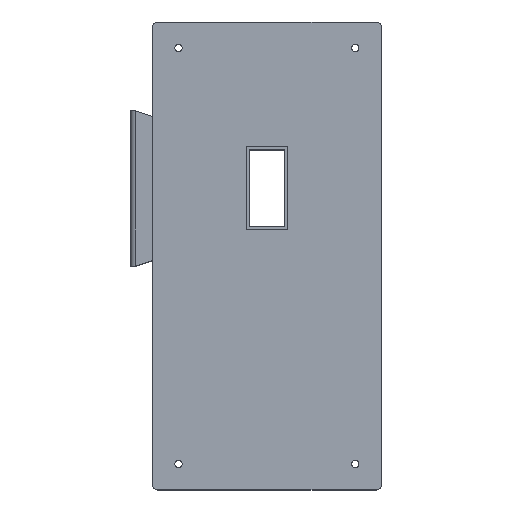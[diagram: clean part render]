
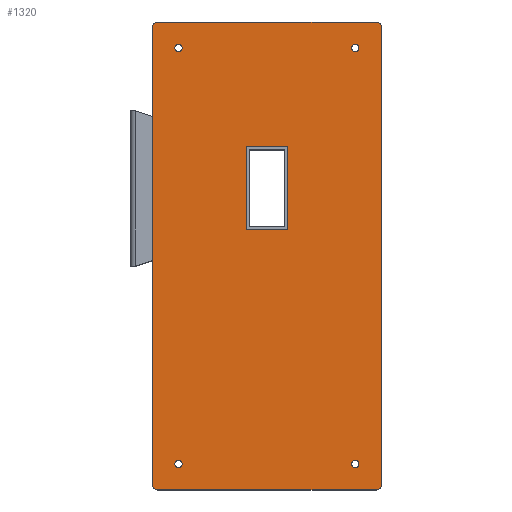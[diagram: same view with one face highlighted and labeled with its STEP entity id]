
A CAD part, top view. The second image highlights one B-rep face of the part: STEP entity #1320.
In plain terms, the highlighted planar face has unit normal (0, 0, 1).
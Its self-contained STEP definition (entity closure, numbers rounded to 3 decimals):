
#15 = VERTEX_POINT ( 'NONE', #809 ) ;
#41 = EDGE_LOOP ( 'NONE', ( #1469 ) ) ;
#89 = CARTESIAN_POINT ( 'NONE',  ( -85., 135., 5. ) ) ;
#99 = CARTESIAN_POINT ( 'NONE',  ( 110., -285., 5. ) ) ;
#102 = CARTESIAN_POINT ( 'NONE',  ( 110., 155., 5. ) ) ;
#105 = CARTESIAN_POINT ( 'NONE',  ( -20., -40., 5. ) ) ;
#111 = VERTEX_POINT ( 'NONE', #1326 ) ;
#114 = CIRCLE ( 'NONE', #1633, 3.5 ) ;
#124 = DIRECTION ( 'NONE',  ( 1., 0., 0. ) ) ;
#169 = VECTOR ( 'NONE', #1034, 1000. ) ;
#187 = CARTESIAN_POINT ( 'NONE',  ( -85., -265., 5. ) ) ;
#191 = EDGE_CURVE ( 'NONE', #1546, #1393, #317, .T. ) ;
#194 = DIRECTION ( 'NONE',  ( 0., 1., 0. ) ) ;
#221 = CARTESIAN_POINT ( 'NONE',  ( -110., 155., 5. ) ) ;
#240 = VECTOR ( 'NONE', #1808, 1000. ) ;
#255 = DIRECTION ( 'NONE',  ( 1., 0., 0. ) ) ;
#278 = EDGE_LOOP ( 'NONE', ( #352, #776, #697, #316 ) ) ;
#288 = LINE ( 'NONE', #749, #240 ) ;
#293 = EDGE_CURVE ( 'NONE', #1393, #2040, #639, .T. ) ;
#307 = ORIENTED_EDGE ( 'NONE', *, *, #1141, .F. ) ;
#316 = ORIENTED_EDGE ( 'NONE', *, *, #1154, .F. ) ;
#317 = LINE ( 'NONE', #815, #169 ) ;
#347 = VERTEX_POINT ( 'NONE', #667 ) ;
#352 = ORIENTED_EDGE ( 'NONE', *, *, #293, .F. ) ;
#356 = EDGE_CURVE ( 'NONE', #445, #1188, #288, .T. ) ;
#371 = EDGE_CURVE ( 'NONE', #111, #111, #664, .T. ) ;
#389 = ORIENTED_EDGE ( 'NONE', *, *, #594, .T. ) ;
#406 = CIRCLE ( 'NONE', #1973, 5. ) ;
#411 = DIRECTION ( 'NONE',  ( 0., 0., 1. ) ) ;
#415 = ORIENTED_EDGE ( 'NONE', *, *, #371, .F. ) ;
#432 = DIRECTION ( 'NONE',  ( -1., 0., 0. ) ) ;
#435 = FACE_BOUND ( 'NONE', #41, .T. ) ;
#445 = VERTEX_POINT ( 'NONE', #1413 ) ;
#476 = DIRECTION ( 'NONE',  ( 1., 0., 0. ) ) ;
#488 = EDGE_LOOP ( 'NONE', ( #735 ) ) ;
#498 = CARTESIAN_POINT ( 'NONE',  ( -20., -40., 5. ) ) ;
#500 = DIRECTION ( 'NONE',  ( 0., 0., 1. ) ) ;
#504 = CARTESIAN_POINT ( 'NONE',  ( -110., -285., 5. ) ) ;
#569 = EDGE_CURVE ( 'NONE', #347, #347, #1912, .T. ) ;
#572 = AXIS2_PLACEMENT_3D ( 'NONE', #2102, #1565, #255 ) ;
#594 = EDGE_CURVE ( 'NONE', #15, #731, #1708, .T. ) ;
#610 = VECTOR ( 'NONE', #432, 1000. ) ;
#639 = LINE ( 'NONE', #498, #2129 ) ;
#642 = VERTEX_POINT ( 'NONE', #504 ) ;
#650 = FACE_BOUND ( 'NONE', #278, .T. ) ;
#664 = CIRCLE ( 'NONE', #933, 3.5 ) ;
#667 = CARTESIAN_POINT ( 'NONE',  ( 88.5, -265., 5. ) ) ;
#689 = DIRECTION ( 'NONE',  ( -1., 0., 0. ) ) ;
#697 = ORIENTED_EDGE ( 'NONE', *, *, #1333, .F. ) ;
#703 = EDGE_LOOP ( 'NONE', ( #307 ) ) ;
#720 = CARTESIAN_POINT ( 'NONE',  ( 20., 40., 5. ) ) ;
#722 = VECTOR ( 'NONE', #1530, 1000. ) ;
#726 = FACE_OUTER_BOUND ( 'NONE', #1036, .T. ) ;
#728 = DIRECTION ( 'NONE',  ( 0., 0., 1. ) ) ;
#731 = VERTEX_POINT ( 'NONE', #1560 ) ;
#735 = ORIENTED_EDGE ( 'NONE', *, *, #1825, .F. ) ;
#742 = ORIENTED_EDGE ( 'NONE', *, *, #970, .T. ) ;
#748 = CARTESIAN_POINT ( 'NONE',  ( 110., -285., 5. ) ) ;
#749 = CARTESIAN_POINT ( 'NONE',  ( -105., -290., 5. ) ) ;
#776 = ORIENTED_EDGE ( 'NONE', *, *, #191, .F. ) ;
#784 = EDGE_LOOP ( 'NONE', ( #415 ) ) ;
#809 = CARTESIAN_POINT ( 'NONE',  ( 105., 160., 5. ) ) ;
#815 = CARTESIAN_POINT ( 'NONE',  ( -20., 40., 5. ) ) ;
#822 = DIRECTION ( 'NONE',  ( 0., 0., 1. ) ) ;
#832 = FACE_BOUND ( 'NONE', #488, .T. ) ;
#914 = EDGE_CURVE ( 'NONE', #1867, #642, #1084, .T. ) ;
#933 = AXIS2_PLACEMENT_3D ( 'NONE', #89, #822, #1447 ) ;
#936 = CARTESIAN_POINT ( 'NONE',  ( 85., -265., 5. ) ) ;
#942 = DIRECTION ( 'NONE',  ( 0., 0., 1. ) ) ;
#970 = EDGE_CURVE ( 'NONE', #1188, #1580, #406, .T. ) ;
#991 = VERTEX_POINT ( 'NONE', #1125 ) ;
#1014 = EDGE_CURVE ( 'NONE', #1580, #1249, #1607, .T. ) ;
#1034 = DIRECTION ( 'NONE',  ( 0., -1., 0. ) ) ;
#1036 = EDGE_LOOP ( 'NONE', ( #742, #1970, #1549, #389, #1120, #1457, #1260, #1828 ) ) ;
#1084 = LINE ( 'NONE', #1782, #1714 ) ;
#1085 = LINE ( 'NONE', #1279, #722 ) ;
#1107 = CIRCLE ( 'NONE', #1590, 3.5 ) ;
#1112 = AXIS2_PLACEMENT_3D ( 'NONE', #1816, #1307, #2095 ) ;
#1120 = ORIENTED_EDGE ( 'NONE', *, *, #1277, .T. ) ;
#1122 = VERTEX_POINT ( 'NONE', #1296 ) ;
#1125 = CARTESIAN_POINT ( 'NONE',  ( -81.5, -265., 5. ) ) ;
#1141 = EDGE_CURVE ( 'NONE', #1122, #1122, #1107, .T. ) ;
#1143 = CIRCLE ( 'NONE', #1600, 5. ) ;
#1154 = EDGE_CURVE ( 'NONE', #2040, #1653, #1085, .T. ) ;
#1188 = VERTEX_POINT ( 'NONE', #1459 ) ;
#1195 = AXIS2_PLACEMENT_3D ( 'NONE', #1831, #411, #1689 ) ;
#1198 = CARTESIAN_POINT ( 'NONE',  ( -20., 40., 5. ) ) ;
#1249 = VERTEX_POINT ( 'NONE', #102 ) ;
#1260 = ORIENTED_EDGE ( 'NONE', *, *, #2029, .T. ) ;
#1277 = EDGE_CURVE ( 'NONE', #731, #1867, #1143, .T. ) ;
#1279 = CARTESIAN_POINT ( 'NONE',  ( 20., 40., 5. ) ) ;
#1296 = CARTESIAN_POINT ( 'NONE',  ( 88.5, 135., 5. ) ) ;
#1307 = DIRECTION ( 'NONE',  ( 0., 0., 1. ) ) ;
#1320 = ADVANCED_FACE ( 'NONE', ( #1883, #1486, #832, #435, #726, #650 ), #1991, .T. ) ;
#1323 = DIRECTION ( 'NONE',  ( -1., 0., 0. ) ) ;
#1326 = CARTESIAN_POINT ( 'NONE',  ( -81.5, 135., 5. ) ) ;
#1333 = EDGE_CURVE ( 'NONE', #1653, #1546, #1746, .T. ) ;
#1345 = CARTESIAN_POINT ( 'NONE',  ( -20., 40., 5. ) ) ;
#1393 = VERTEX_POINT ( 'NONE', #105 ) ;
#1413 = CARTESIAN_POINT ( 'NONE',  ( -105., -290., 5. ) ) ;
#1418 = CIRCLE ( 'NONE', #1195, 5. ) ;
#1447 = DIRECTION ( 'NONE',  ( 1., 0., 0. ) ) ;
#1452 = DIRECTION ( 'NONE',  ( 1., 0., 0. ) ) ;
#1457 = ORIENTED_EDGE ( 'NONE', *, *, #914, .T. ) ;
#1459 = CARTESIAN_POINT ( 'NONE',  ( 105., -290., 5. ) ) ;
#1469 = ORIENTED_EDGE ( 'NONE', *, *, #569, .F. ) ;
#1486 = FACE_BOUND ( 'NONE', #703, .T. ) ;
#1499 = CIRCLE ( 'NONE', #1112, 5. ) ;
#1503 = VECTOR ( 'NONE', #689, 1000. ) ;
#1530 = DIRECTION ( 'NONE',  ( 0., 1., 0. ) ) ;
#1535 = CARTESIAN_POINT ( 'NONE',  ( 20., -40., 5. ) ) ;
#1546 = VERTEX_POINT ( 'NONE', #1198 ) ;
#1549 = ORIENTED_EDGE ( 'NONE', *, *, #1866, .T. ) ;
#1560 = CARTESIAN_POINT ( 'NONE',  ( -105., 160., 5. ) ) ;
#1565 = DIRECTION ( 'NONE',  ( 0., 0., 1. ) ) ;
#1580 = VERTEX_POINT ( 'NONE', #748 ) ;
#1590 = AXIS2_PLACEMENT_3D ( 'NONE', #1684, #728, #2070 ) ;
#1600 = AXIS2_PLACEMENT_3D ( 'NONE', #2111, #1865, #1323 ) ;
#1607 = LINE ( 'NONE', #99, #1900 ) ;
#1631 = DIRECTION ( 'NONE',  ( 1., 0., 0. ) ) ;
#1633 = AXIS2_PLACEMENT_3D ( 'NONE', #187, #500, #124 ) ;
#1653 = VERTEX_POINT ( 'NONE', #720 ) ;
#1684 = CARTESIAN_POINT ( 'NONE',  ( 85., 135., 5. ) ) ;
#1689 = DIRECTION ( 'NONE',  ( -1., 0., 0. ) ) ;
#1708 = LINE ( 'NONE', #2030, #610 ) ;
#1714 = VECTOR ( 'NONE', #2068, 1000. ) ;
#1746 = LINE ( 'NONE', #1345, #1503 ) ;
#1782 = CARTESIAN_POINT ( 'NONE',  ( -110., -285., 5. ) ) ;
#1808 = DIRECTION ( 'NONE',  ( 1., 0., 0. ) ) ;
#1816 = CARTESIAN_POINT ( 'NONE',  ( 105., 155., 5. ) ) ;
#1825 = EDGE_CURVE ( 'NONE', #991, #991, #114, .T. ) ;
#1828 = ORIENTED_EDGE ( 'NONE', *, *, #356, .T. ) ;
#1831 = CARTESIAN_POINT ( 'NONE',  ( -105., -285., 5. ) ) ;
#1854 = DIRECTION ( 'NONE',  ( 0., 0., 1. ) ) ;
#1859 = CARTESIAN_POINT ( 'NONE',  ( 105., -285., 5. ) ) ;
#1865 = DIRECTION ( 'NONE',  ( 0., 0., 1. ) ) ;
#1866 = EDGE_CURVE ( 'NONE', #1249, #15, #1499, .T. ) ;
#1867 = VERTEX_POINT ( 'NONE', #221 ) ;
#1883 = FACE_BOUND ( 'NONE', #784, .T. ) ;
#1900 = VECTOR ( 'NONE', #194, 1000. ) ;
#1912 = CIRCLE ( 'NONE', #2044, 3.5 ) ;
#1970 = ORIENTED_EDGE ( 'NONE', *, *, #1014, .T. ) ;
#1973 = AXIS2_PLACEMENT_3D ( 'NONE', #1859, #942, #476 ) ;
#1991 = PLANE ( 'NONE',  #572 ) ;
#2029 = EDGE_CURVE ( 'NONE', #642, #445, #1418, .T. ) ;
#2030 = CARTESIAN_POINT ( 'NONE',  ( -105., 160., 5. ) ) ;
#2040 = VERTEX_POINT ( 'NONE', #1535 ) ;
#2044 = AXIS2_PLACEMENT_3D ( 'NONE', #936, #1854, #1452 ) ;
#2068 = DIRECTION ( 'NONE',  ( 0., -1., 0. ) ) ;
#2070 = DIRECTION ( 'NONE',  ( 1., 0., 0. ) ) ;
#2095 = DIRECTION ( 'NONE',  ( -1., 0., 0. ) ) ;
#2102 = CARTESIAN_POINT ( 'NONE',  ( 105., -285., 5. ) ) ;
#2111 = CARTESIAN_POINT ( 'NONE',  ( -105., 155., 5. ) ) ;
#2129 = VECTOR ( 'NONE', #1631, 1000. ) ;
